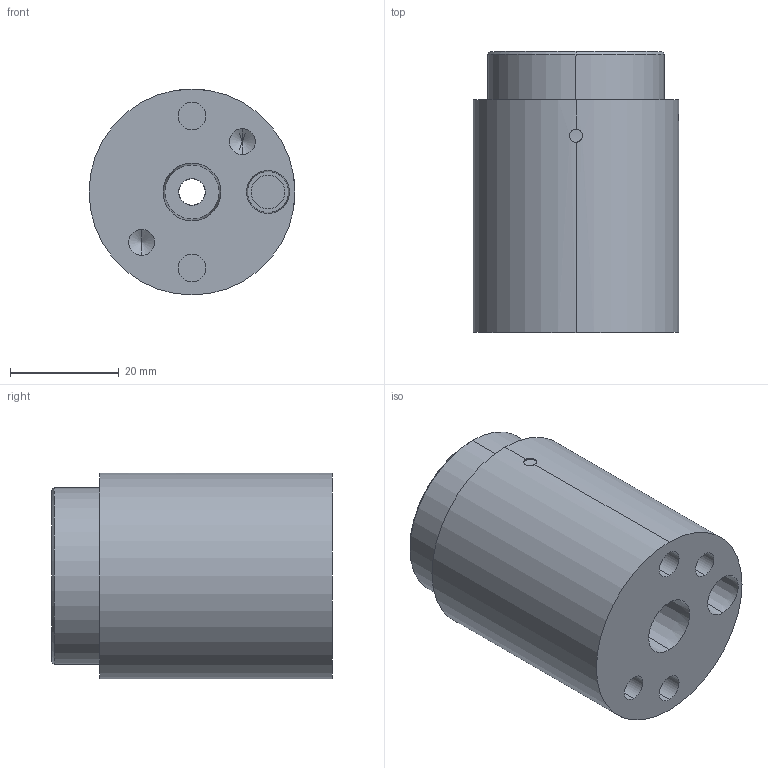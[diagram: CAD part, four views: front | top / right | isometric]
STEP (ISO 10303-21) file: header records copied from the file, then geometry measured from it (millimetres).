
FILE_DESCRIPTION (( 'STEP AP214' ), '1' );
FILE_NAME ('CTSC-002782.STEP', '2025-04-24T14:48:46', ( '' ), ( '' ), 'SwSTEP 2.0', 'SolidWorks 2023', '' );
FILE_SCHEMA (( 'AUTOMOTIVE_DESIGN' ));
Length unit declared in the file: inch
Products named in the file (1): CTSC-002782
Bounding box: 37.85 x 51.61 x 37.85 mm (x, y, z)
Volume: 49256.7 mm3; surface area: 10925.2 mm2
Topology: 1 solids, 2 shells, 111 faces, 259 edges, 164 vertices
Faces by surface type: plane 53, cylinder 40, cone 18
Entity records: 4358 total; most frequent: CARTESIAN_POINT 673, DIRECTION 571, ORIENTED_EDGE 510, EDGE_CURVE 255, AXIS2_PLACEMENT_3D 218, VERTEX_POINT 164, LINE 135, VECTOR 135
